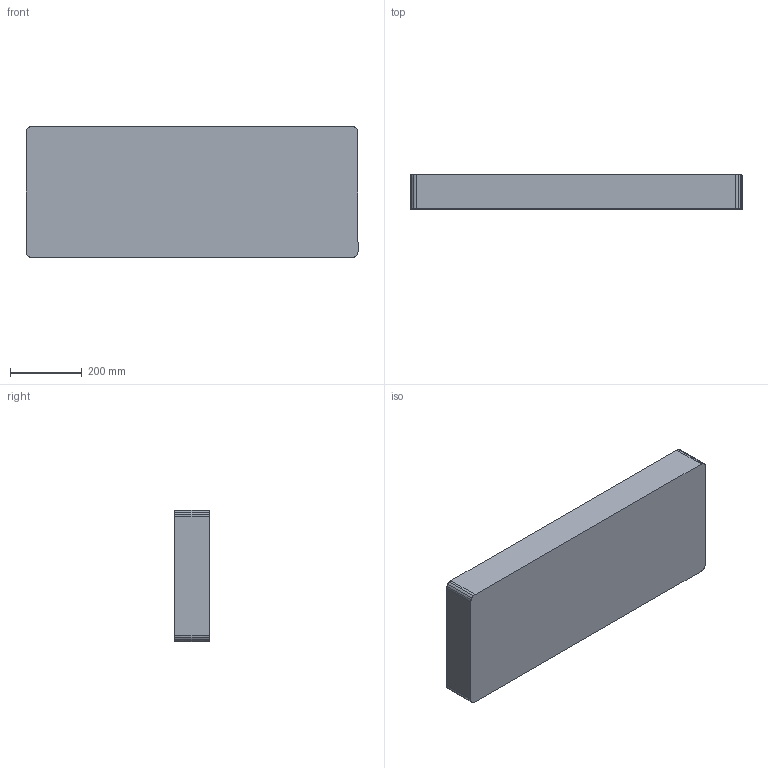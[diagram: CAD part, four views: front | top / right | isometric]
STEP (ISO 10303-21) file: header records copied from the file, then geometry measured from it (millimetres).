
FILE_DESCRIPTION (( 'STEP AP214' ), '1' );
FILE_NAME ('P1700-CASE-BOT.STEP', '2005-09-30T16:53:05', ( ' ' ), ( ' ' ), 'SwSTEP 2.0', 'SolidWorks 2005143', '' );
FILE_SCHEMA (( 'AUTOMOTIVE_DESIGN' ));
Length unit declared in the file: inch
Products named in the file (1): P1700-CASE-BOT
Bounding box: 925.85 x 95.25 x 366.27 mm (x, y, z)
Volume: 3774537.7 mm3; surface area: 1124993.4 mm2
Topology: 1 solids, 1 shells, 87 faces, 230 edges, 144 vertices
Faces by surface type: bspline 40, plane 25, cylinder 22
Entity records: 8753 total; most frequent: CARTESIAN_POINT 6940, ORIENTED_EDGE 452, DIRECTION 238, EDGE_CURVE 226, VERTEX_POINT 144, VECTOR 114, LINE 114, EDGE_LOOP 90
